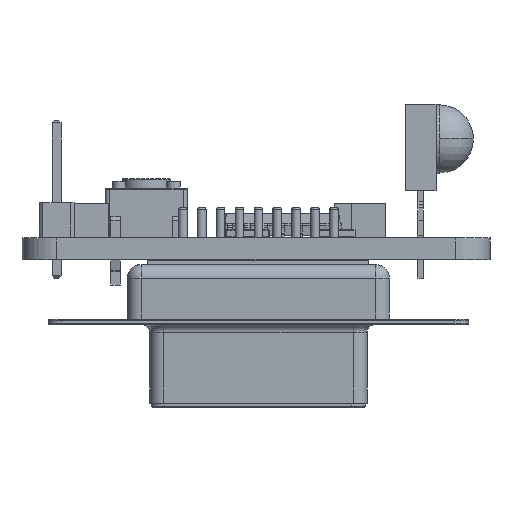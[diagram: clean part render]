
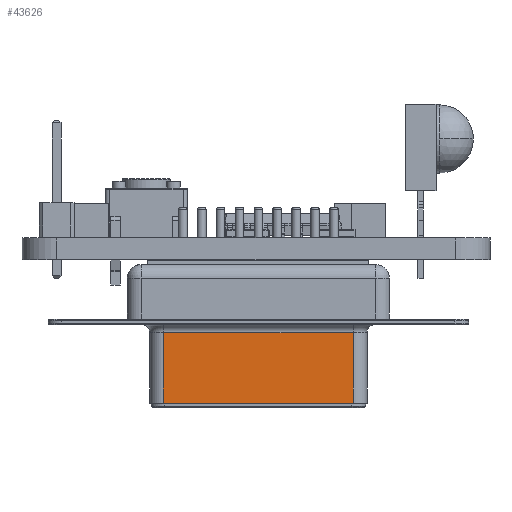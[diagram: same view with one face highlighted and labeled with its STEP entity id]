
A CAD part, front view. The second image highlights one B-rep face of the part: STEP entity #43626.
In plain terms, the highlighted face is planar.
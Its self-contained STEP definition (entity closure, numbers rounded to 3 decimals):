
#42762 = CYLINDRICAL_SURFACE('',#42763,0.6);
#42763 = AXIS2_PLACEMENT_3D('',#42764,#42765,#42766);
#42764 = CARTESIAN_POINT('',(-12.499,3.13,5.3));
#42765 = DIRECTION('',(1.,0.,0.));
#42766 = DIRECTION('',(0.,-1.,0.));
#43082 = VERTEX_POINT('',#43083);
#43083 = CARTESIAN_POINT('',(-12.499,2.53,5.3));
#43120 = CYLINDRICAL_SURFACE('',#43121,1.);
#43121 = AXIS2_PLACEMENT_3D('',#43122,#43123,#43124);
#43122 = CARTESIAN_POINT('',(-12.499,1.53,4.7));
#43123 = DIRECTION('',(0.,0.,1.));
#43124 = DIRECTION('',(0.,1.,0.));
#43194 = VERTEX_POINT('',#43195);
#43195 = CARTESIAN_POINT('',(1.419,2.53,5.3));
#43217 = EDGE_CURVE('',#43082,#43194,#43218,.T.);
#43218 = SURFACE_CURVE('',#43219,(#43223,#43230),.PCURVE_S1.);
#43219 = LINE('',#43220,#43221);
#43220 = CARTESIAN_POINT('',(-12.499,2.53,5.3));
#43221 = VECTOR('',#43222,1.);
#43222 = DIRECTION('',(1.,0.,0.));
#43223 = PCURVE('',#42762,#43224);
#43224 = DEFINITIONAL_REPRESENTATION('',(#43225),#43229);
#43225 = LINE('',#43226,#43227);
#43226 = CARTESIAN_POINT('',(0.,0.));
#43227 = VECTOR('',#43228,1.);
#43228 = DIRECTION('',(0.,1.));
#43229 = ( GEOMETRIC_REPRESENTATION_CONTEXT(2) 
PARAMETRIC_REPRESENTATION_CONTEXT() REPRESENTATION_CONTEXT('2D SPACE',''
  ) );
#43230 = PCURVE('',#43231,#43236);
#43231 = PLANE('',#43232);
#43232 = AXIS2_PLACEMENT_3D('',#43233,#43234,#43235);
#43233 = CARTESIAN_POINT('',(-13.69,2.53,4.7));
#43234 = DIRECTION('',(0.,1.,0.));
#43235 = DIRECTION('',(1.,0.,0.));
#43236 = DEFINITIONAL_REPRESENTATION('',(#43237),#43241);
#43237 = LINE('',#43238,#43239);
#43238 = CARTESIAN_POINT('',(1.191,-0.6));
#43239 = VECTOR('',#43240,1.);
#43240 = DIRECTION('',(1.,0.));
#43241 = ( GEOMETRIC_REPRESENTATION_CONTEXT(2) 
PARAMETRIC_REPRESENTATION_CONTEXT() REPRESENTATION_CONTEXT('2D SPACE',''
  ) );
#43342 = CYLINDRICAL_SURFACE('',#43343,1.);
#43343 = AXIS2_PLACEMENT_3D('',#43344,#43345,#43346);
#43344 = CARTESIAN_POINT('',(1.419,1.53,4.7));
#43345 = DIRECTION('',(0.,0.,1.));
#43346 = DIRECTION('',(0.,1.,0.));
#43521 = EDGE_CURVE('',#43082,#43522,#43524,.T.);
#43522 = VERTEX_POINT('',#43523);
#43523 = CARTESIAN_POINT('',(-12.499,2.53,10.45));
#43524 = SURFACE_CURVE('',#43525,(#43529,#43536),.PCURVE_S1.);
#43525 = LINE('',#43526,#43527);
#43526 = CARTESIAN_POINT('',(-12.499,2.53,4.7));
#43527 = VECTOR('',#43528,1.);
#43528 = DIRECTION('',(0.,0.,1.));
#43529 = PCURVE('',#43120,#43530);
#43530 = DEFINITIONAL_REPRESENTATION('',(#43531),#43535);
#43531 = LINE('',#43532,#43533);
#43532 = CARTESIAN_POINT('',(0.,0.));
#43533 = VECTOR('',#43534,1.);
#43534 = DIRECTION('',(0.,1.));
#43535 = ( GEOMETRIC_REPRESENTATION_CONTEXT(2) 
PARAMETRIC_REPRESENTATION_CONTEXT() REPRESENTATION_CONTEXT('2D SPACE',''
  ) );
#43536 = PCURVE('',#43231,#43537);
#43537 = DEFINITIONAL_REPRESENTATION('',(#43538),#43542);
#43538 = LINE('',#43539,#43540);
#43539 = CARTESIAN_POINT('',(1.191,0.));
#43540 = VECTOR('',#43541,1.);
#43541 = DIRECTION('',(0.,-1.));
#43542 = ( GEOMETRIC_REPRESENTATION_CONTEXT(2) 
PARAMETRIC_REPRESENTATION_CONTEXT() REPRESENTATION_CONTEXT('2D SPACE',''
  ) );
#43626 = ADVANCED_FACE('',(#43627),#43231,.T.);
#43627 = FACE_BOUND('',#43628,.T.);
#43628 = EDGE_LOOP('',(#43629,#43630,#43658,#43679));
#43629 = ORIENTED_EDGE('',*,*,#43521,.T.);
#43630 = ORIENTED_EDGE('',*,*,#43631,.F.);
#43631 = EDGE_CURVE('',#43632,#43522,#43634,.T.);
#43632 = VERTEX_POINT('',#43633);
#43633 = CARTESIAN_POINT('',(1.419,2.53,10.45));
#43634 = SURFACE_CURVE('',#43635,(#43639,#43646),.PCURVE_S1.);
#43635 = LINE('',#43636,#43637);
#43636 = CARTESIAN_POINT('',(1.419,2.53,10.45));
#43637 = VECTOR('',#43638,1.);
#43638 = DIRECTION('',(-1.,0.,0.));
#43639 = PCURVE('',#43231,#43640);
#43640 = DEFINITIONAL_REPRESENTATION('',(#43641),#43645);
#43641 = LINE('',#43642,#43643);
#43642 = CARTESIAN_POINT('',(15.109,-5.75));
#43643 = VECTOR('',#43644,1.);
#43644 = DIRECTION('',(-1.,0.));
#43645 = ( GEOMETRIC_REPRESENTATION_CONTEXT(2) 
PARAMETRIC_REPRESENTATION_CONTEXT() REPRESENTATION_CONTEXT('2D SPACE',''
  ) );
#43646 = PCURVE('',#43647,#43652);
#43647 = PLANE('',#43648);
#43648 = AXIS2_PLACEMENT_3D('',#43649,#43650,#43651);
#43649 = CARTESIAN_POINT('',(1.419,2.505,10.475));
#43650 = DIRECTION('',(0.,-0.707,-0.707));
#43651 = DIRECTION('',(-1.,0.,0.));
#43652 = DEFINITIONAL_REPRESENTATION('',(#43653),#43657);
#43653 = LINE('',#43654,#43655);
#43654 = CARTESIAN_POINT('',(0.,0.035));
#43655 = VECTOR('',#43656,1.);
#43656 = DIRECTION('',(1.,0.));
#43657 = ( GEOMETRIC_REPRESENTATION_CONTEXT(2) 
PARAMETRIC_REPRESENTATION_CONTEXT() REPRESENTATION_CONTEXT('2D SPACE',''
  ) );
#43658 = ORIENTED_EDGE('',*,*,#43659,.F.);
#43659 = EDGE_CURVE('',#43194,#43632,#43660,.T.);
#43660 = SURFACE_CURVE('',#43661,(#43665,#43672),.PCURVE_S1.);
#43661 = LINE('',#43662,#43663);
#43662 = CARTESIAN_POINT('',(1.419,2.53,4.7));
#43663 = VECTOR('',#43664,1.);
#43664 = DIRECTION('',(0.,0.,1.));
#43665 = PCURVE('',#43231,#43666);
#43666 = DEFINITIONAL_REPRESENTATION('',(#43667),#43671);
#43667 = LINE('',#43668,#43669);
#43668 = CARTESIAN_POINT('',(15.109,0.));
#43669 = VECTOR('',#43670,1.);
#43670 = DIRECTION('',(0.,-1.));
#43671 = ( GEOMETRIC_REPRESENTATION_CONTEXT(2) 
PARAMETRIC_REPRESENTATION_CONTEXT() REPRESENTATION_CONTEXT('2D SPACE',''
  ) );
#43672 = PCURVE('',#43342,#43673);
#43673 = DEFINITIONAL_REPRESENTATION('',(#43674),#43678);
#43674 = LINE('',#43675,#43676);
#43675 = CARTESIAN_POINT('',(6.283,0.));
#43676 = VECTOR('',#43677,1.);
#43677 = DIRECTION('',(0.,1.));
#43678 = ( GEOMETRIC_REPRESENTATION_CONTEXT(2) 
PARAMETRIC_REPRESENTATION_CONTEXT() REPRESENTATION_CONTEXT('2D SPACE',''
  ) );
#43679 = ORIENTED_EDGE('',*,*,#43217,.F.);
